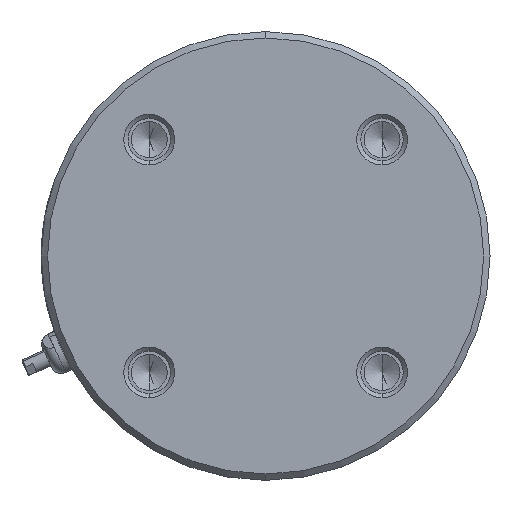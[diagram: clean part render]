
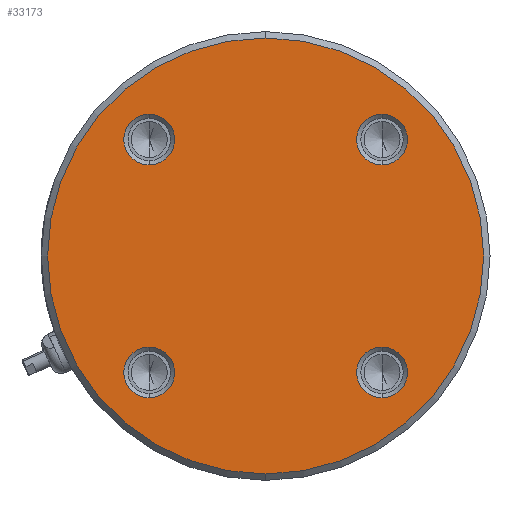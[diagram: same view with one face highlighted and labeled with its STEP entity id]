
A CAD part, left-side view. The second image highlights one B-rep face of the part: STEP entity #33173.
In plain terms, the highlighted planar face has unit normal (-1, 0, 0).
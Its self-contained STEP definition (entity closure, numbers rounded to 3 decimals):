
#376 = CIRCLE ( 'NONE', #9389, 6. ) ;
#677 = EDGE_LOOP ( 'NONE', ( #29053, #25507 ) ) ;
#727 = CIRCLE ( 'NONE', #3718, 51.5 ) ;
#1027 = CIRCLE ( 'NONE', #5815, 6. ) ;
#1513 = EDGE_LOOP ( 'NONE', ( #28785, #29611 ) ) ;
#1799 = CARTESIAN_POINT ( 'NONE',  ( -47., 53., 0. ) ) ;
#2236 = ORIENTED_EDGE ( 'NONE', *, *, #6072, .T. ) ;
#2561 = CARTESIAN_POINT ( 'NONE',  ( -47., 27.5, -21.5 ) ) ;
#2694 = CARTESIAN_POINT ( 'NONE',  ( -47., 0., 0. ) ) ;
#2855 = AXIS2_PLACEMENT_3D ( 'NONE', #22052, #27867, #7379 ) ;
#3331 = DIRECTION ( 'NONE',  ( 1., 0., 0. ) ) ;
#3379 = VERTEX_POINT ( 'NONE', #4924 ) ;
#3383 = AXIS2_PLACEMENT_3D ( 'NONE', #18336, #4076, #15183 ) ;
#3718 = AXIS2_PLACEMENT_3D ( 'NONE', #11340, #22789, #14709 ) ;
#4076 = DIRECTION ( 'NONE',  ( 1., 0., 0. ) ) ;
#4311 = CARTESIAN_POINT ( 'NONE',  ( -47., -27.5, 27.5 ) ) ;
#4924 = CARTESIAN_POINT ( 'NONE',  ( -47., -27.5, -21.5 ) ) ;
#4973 = CARTESIAN_POINT ( 'NONE',  ( -47., 27.5, 33.5 ) ) ;
#5001 = FACE_BOUND ( 'NONE', #7144, .T. ) ;
#5368 = DIRECTION ( 'NONE',  ( 1., 0., 0. ) ) ;
#5696 = DIRECTION ( 'NONE',  ( 0., 0., 1. ) ) ;
#5777 = CARTESIAN_POINT ( 'NONE',  ( -47., -27.5, 33.5 ) ) ;
#5815 = AXIS2_PLACEMENT_3D ( 'NONE', #22980, #20532, #6245 ) ;
#5835 = CARTESIAN_POINT ( 'NONE',  ( -47., 0., 51.5 ) ) ;
#5846 = EDGE_CURVE ( 'NONE', #13107, #31857, #5872, .T. ) ;
#5872 = CIRCLE ( 'NONE', #2855, 6. ) ;
#6072 = EDGE_CURVE ( 'NONE', #23434, #3379, #24521, .T. ) ;
#6163 = EDGE_CURVE ( 'NONE', #16587, #28874, #27499, .T. ) ;
#6245 = DIRECTION ( 'NONE',  ( 0., 0., 1. ) ) ;
#7025 = EDGE_CURVE ( 'NONE', #22393, #14811, #18544, .T. ) ;
#7144 = EDGE_LOOP ( 'NONE', ( #35521, #2236 ) ) ;
#7162 = AXIS2_PLACEMENT_3D ( 'NONE', #30671, #36099, #22028 ) ;
#7379 = DIRECTION ( 'NONE',  ( 0., 0., 1. ) ) ;
#7916 = ORIENTED_EDGE ( 'NONE', *, *, #10030, .T. ) ;
#9389 = AXIS2_PLACEMENT_3D ( 'NONE', #19626, #5368, #36546 ) ;
#9533 = FACE_OUTER_BOUND ( 'NONE', #13643, .T. ) ;
#9814 = CARTESIAN_POINT ( 'NONE',  ( -47., 27.5, -33.5 ) ) ;
#9898 = VERTEX_POINT ( 'NONE', #12826 ) ;
#10030 = EDGE_CURVE ( 'NONE', #9898, #13650, #20958, .T. ) ;
#10642 = FACE_BOUND ( 'NONE', #26460, .T. ) ;
#10830 = DIRECTION ( 'NONE',  ( -1., 0., 0. ) ) ;
#10966 = CARTESIAN_POINT ( 'NONE',  ( -47., -27.5, -27.5 ) ) ;
#11320 = AXIS2_PLACEMENT_3D ( 'NONE', #4311, #27397, #24240 ) ;
#11337 = ORIENTED_EDGE ( 'NONE', *, *, #16466, .T. ) ;
#11340 = CARTESIAN_POINT ( 'NONE',  ( -47., 0., 0. ) ) ;
#12826 = CARTESIAN_POINT ( 'NONE',  ( -47., 27.5, 21.5 ) ) ;
#13107 = VERTEX_POINT ( 'NONE', #2561 ) ;
#13643 = EDGE_LOOP ( 'NONE', ( #11337, #15776 ) ) ;
#13650 = VERTEX_POINT ( 'NONE', #4973 ) ;
#13700 = AXIS2_PLACEMENT_3D ( 'NONE', #10966, #16792, #31931 ) ;
#13942 = CARTESIAN_POINT ( 'NONE',  ( -47., -27.5, -33.5 ) ) ;
#14535 = DIRECTION ( 'NONE',  ( -1., 0., 0. ) ) ;
#14709 = DIRECTION ( 'NONE',  ( 0., 0., 1. ) ) ;
#14803 = DIRECTION ( 'NONE',  ( 0., 0., 1. ) ) ;
#14811 = VERTEX_POINT ( 'NONE', #15848 ) ;
#15183 = DIRECTION ( 'NONE',  ( 0., 0., 1. ) ) ;
#15273 = CARTESIAN_POINT ( 'NONE',  ( -47., -27.5, 21.5 ) ) ;
#15776 = ORIENTED_EDGE ( 'NONE', *, *, #7025, .T. ) ;
#15848 = CARTESIAN_POINT ( 'NONE',  ( -47., 0., -51.5 ) ) ;
#16466 = EDGE_CURVE ( 'NONE', #14811, #22393, #727, .T. ) ;
#16587 = VERTEX_POINT ( 'NONE', #15273 ) ;
#16759 = AXIS2_PLACEMENT_3D ( 'NONE', #2694, #14535, #5696 ) ;
#16792 = DIRECTION ( 'NONE',  ( 1., 0., 0. ) ) ;
#16846 = DIRECTION ( 'NONE',  ( 0., 0., 1. ) ) ;
#18336 = CARTESIAN_POINT ( 'NONE',  ( -47., 27.5, 27.5 ) ) ;
#18544 = CIRCLE ( 'NONE', #16759, 51.5 ) ;
#19626 = CARTESIAN_POINT ( 'NONE',  ( -47., 27.5, -27.5 ) ) ;
#20532 = DIRECTION ( 'NONE',  ( 1., 0., 0. ) ) ;
#20958 = CIRCLE ( 'NONE', #7162, 6. ) ;
#21375 = CIRCLE ( 'NONE', #3383, 6. ) ;
#22028 = DIRECTION ( 'NONE',  ( 0., 0., 1. ) ) ;
#22052 = CARTESIAN_POINT ( 'NONE',  ( -47., 27.5, -27.5 ) ) ;
#22393 = VERTEX_POINT ( 'NONE', #5835 ) ;
#22789 = DIRECTION ( 'NONE',  ( -1., 0., 0. ) ) ;
#22980 = CARTESIAN_POINT ( 'NONE',  ( -47., -27.5, -27.5 ) ) ;
#23259 = CARTESIAN_POINT ( 'NONE',  ( -47., -27.5, 27.5 ) ) ;
#23434 = VERTEX_POINT ( 'NONE', #13942 ) ;
#24240 = DIRECTION ( 'NONE',  ( 0., 0., 1. ) ) ;
#24521 = CIRCLE ( 'NONE', #13700, 6. ) ;
#25318 = FACE_BOUND ( 'NONE', #677, .T. ) ;
#25507 = ORIENTED_EDGE ( 'NONE', *, *, #27763, .T. ) ;
#26125 = CIRCLE ( 'NONE', #30926, 6. ) ;
#26460 = EDGE_LOOP ( 'NONE', ( #27731, #7916 ) ) ;
#27397 = DIRECTION ( 'NONE',  ( 1., 0., 0. ) ) ;
#27499 = CIRCLE ( 'NONE', #11320, 6. ) ;
#27584 = EDGE_CURVE ( 'NONE', #13650, #9898, #21375, .T. ) ;
#27731 = ORIENTED_EDGE ( 'NONE', *, *, #27584, .T. ) ;
#27763 = EDGE_CURVE ( 'NONE', #31857, #13107, #376, .T. ) ;
#27867 = DIRECTION ( 'NONE',  ( 1., 0., 0. ) ) ;
#28785 = ORIENTED_EDGE ( 'NONE', *, *, #28905, .T. ) ;
#28874 = VERTEX_POINT ( 'NONE', #5777 ) ;
#28905 = EDGE_CURVE ( 'NONE', #28874, #16587, #26125, .T. ) ;
#29053 = ORIENTED_EDGE ( 'NONE', *, *, #5846, .T. ) ;
#29611 = ORIENTED_EDGE ( 'NONE', *, *, #6163, .T. ) ;
#30367 = FACE_BOUND ( 'NONE', #1513, .T. ) ;
#30671 = CARTESIAN_POINT ( 'NONE',  ( -47., 27.5, 27.5 ) ) ;
#30926 = AXIS2_PLACEMENT_3D ( 'NONE', #23259, #3331, #14803 ) ;
#31082 = AXIS2_PLACEMENT_3D ( 'NONE', #1799, #10830, #16846 ) ;
#31693 = EDGE_CURVE ( 'NONE', #3379, #23434, #1027, .T. ) ;
#31857 = VERTEX_POINT ( 'NONE', #9814 ) ;
#31931 = DIRECTION ( 'NONE',  ( 0., 0., 1. ) ) ;
#33173 = ADVANCED_FACE ( 'NONE', ( #9533, #30367, #5001, #10642, #25318 ), #33734, .T. ) ;
#33734 = PLANE ( 'NONE',  #31082 ) ;
#35521 = ORIENTED_EDGE ( 'NONE', *, *, #31693, .T. ) ;
#36099 = DIRECTION ( 'NONE',  ( 1., 0., 0. ) ) ;
#36546 = DIRECTION ( 'NONE',  ( 0., 0., 1. ) ) ;
